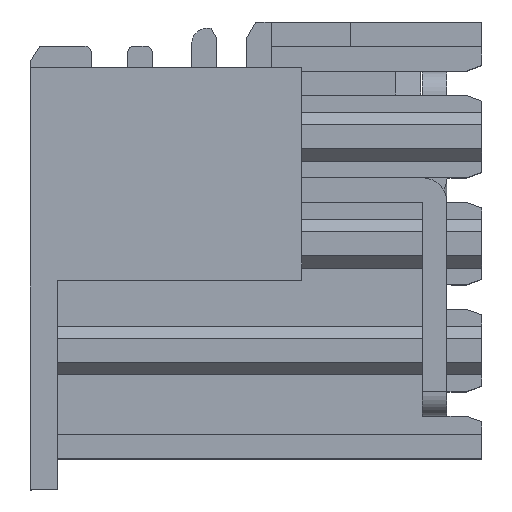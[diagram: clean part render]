
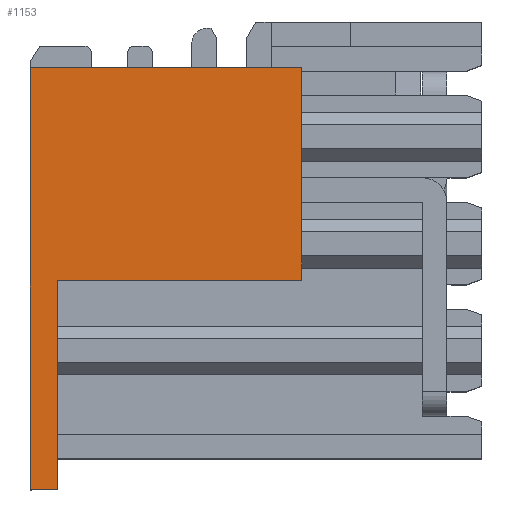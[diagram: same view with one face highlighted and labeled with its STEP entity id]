
A CAD part, top view. The second image highlights one B-rep face of the part: STEP entity #1153.
In plain terms, the highlighted planar face has unit normal (0, 0, 1).
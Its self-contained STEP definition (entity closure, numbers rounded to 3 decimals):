
#1153 = ADVANCED_FACE( '', ( #2465 ), #2466, .F. );
#2465 = FACE_OUTER_BOUND( '', #3922, .T. );
#2466 = PLANE( '', #3923 );
#3922 = EDGE_LOOP( '', ( #7465, #7466, #7467, #7468, #7469, #7470 ) );
#3923 = AXIS2_PLACEMENT_3D( '', #7471, #7472, #7473 );
#7465 = ORIENTED_EDGE( '', *, *, #9269, .T. );
#7466 = ORIENTED_EDGE( '', *, *, #9837, .T. );
#7467 = ORIENTED_EDGE( '', *, *, #9775, .T. );
#7468 = ORIENTED_EDGE( '', *, *, #10121, .F. );
#7469 = ORIENTED_EDGE( '', *, *, #9428, .T. );
#7470 = ORIENTED_EDGE( '', *, *, #9587, .T. );
#7471 = CARTESIAN_POINT( '', ( 13.2, -8.35, -1.275 ) );
#7472 = DIRECTION( '', ( 0., 0., -1. ) );
#7473 = DIRECTION( '', ( 0., 1., 0. ) );
#9269 = EDGE_CURVE( '', #11353, #11351, #11354, .T. );
#9428 = EDGE_CURVE( '', #11622, #11620, #11623, .T. );
#9587 = EDGE_CURVE( '', #11620, #11353, #11878, .T. );
#9775 = EDGE_CURVE( '', #12160, #12158, #12161, .T. );
#9837 = EDGE_CURVE( '', #11351, #12160, #12250, .T. );
#10121 = EDGE_CURVE( '', #11622, #12158, #12648, .T. );
#11351 = VERTEX_POINT( '', #14284 );
#11353 = VERTEX_POINT( '', #14287 );
#11354 = LINE( '', #14288, #14289 );
#11620 = VERTEX_POINT( '', #14673 );
#11622 = VERTEX_POINT( '', #14676 );
#11623 = LINE( '', #14677, #14678 );
#11878 = LINE( '', #15057, #15058 );
#12158 = VERTEX_POINT( '', #15480 );
#12160 = VERTEX_POINT( '', #15483 );
#12161 = LINE( '', #15484, #15485 );
#12250 = LINE( '', #15619, #15620 );
#12648 = LINE( '', #16237, #16238 );
#14284 = CARTESIAN_POINT( '', ( 13.2, -9.85, -1.275 ) );
#14287 = CARTESIAN_POINT( '', ( 22.1, -9.85, -1.275 ) );
#14288 = CARTESIAN_POINT( '', ( 13.2, -9.85, -1.275 ) );
#14289 = VECTOR( '', #17413, 1000. );
#14673 = CARTESIAN_POINT( '', ( 22.1, -16.8, -1.275 ) );
#14676 = CARTESIAN_POINT( '', ( 14.1, -16.8, -1.275 ) );
#14677 = CARTESIAN_POINT( '', ( 13.2, -16.8, -1.275 ) );
#14678 = VECTOR( '', #17560, 1000. );
#15057 = CARTESIAN_POINT( '', ( 22.1, -8.35, -1.275 ) );
#15058 = VECTOR( '', #17696, 1000. );
#15480 = CARTESIAN_POINT( '', ( 14.1, -23.65, -1.275 ) );
#15483 = CARTESIAN_POINT( '', ( 13.2, -23.65, -1.275 ) );
#15484 = CARTESIAN_POINT( '', ( 13.2, -23.65, -1.275 ) );
#15485 = VECTOR( '', #17855, 1000. );
#15619 = CARTESIAN_POINT( '', ( 13.2, -8.35, -1.275 ) );
#15620 = VECTOR( '', #17901, 1000. );
#16237 = CARTESIAN_POINT( '', ( 14.1, -8.35, -1.275 ) );
#16238 = VECTOR( '', #18127, 1000. );
#17413 = DIRECTION( '', ( -1., 0., 0. ) );
#17560 = DIRECTION( '', ( 1., 0., 0. ) );
#17696 = DIRECTION( '', ( 0., 1., 0. ) );
#17855 = DIRECTION( '', ( 1., 0., 0. ) );
#17901 = DIRECTION( '', ( 0., -1., 0. ) );
#18127 = DIRECTION( '', ( 0., -1., 0. ) );
